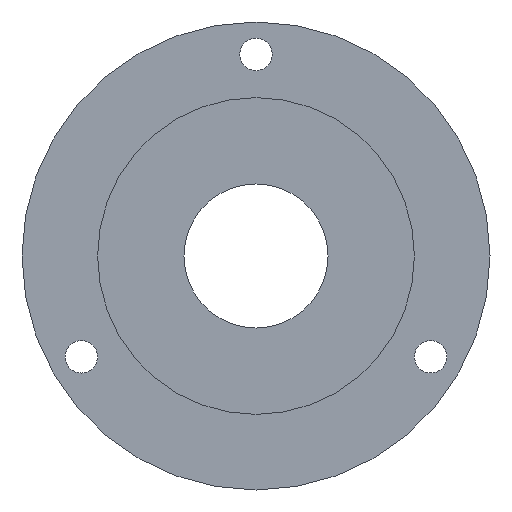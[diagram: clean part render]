
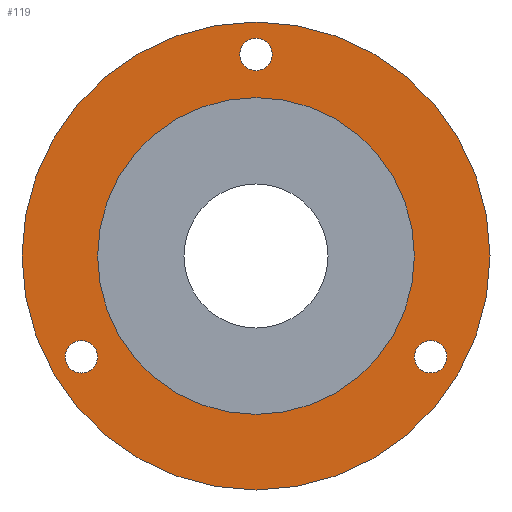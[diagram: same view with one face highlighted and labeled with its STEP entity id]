
A CAD part, front view. The second image highlights one B-rep face of the part: STEP entity #119.
In plain terms, the highlighted planar face has unit normal (0, -1, 0).
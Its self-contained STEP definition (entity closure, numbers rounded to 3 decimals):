
#13 = CARTESIAN_POINT ( 'NONE',  ( -24.249, -5., -14. ) ) ;
#33 = CIRCLE ( 'NONE', #499, 2.25 ) ;
#39 = CARTESIAN_POINT ( 'NONE',  ( 32.5, -5., 0. ) ) ;
#42 = CARTESIAN_POINT ( 'NONE',  ( -26.499, -5., -14. ) ) ;
#45 = CARTESIAN_POINT ( 'NONE',  ( 24.249, -5., -14. ) ) ;
#73 = CIRCLE ( 'NONE', #226, 2.25 ) ;
#80 = CIRCLE ( 'NONE', #127, 2.25 ) ;
#85 = CIRCLE ( 'NONE', #667, 32.5 ) ;
#92 = EDGE_CURVE ( 'NONE', #134, #649, #287, .T. ) ;
#106 = CIRCLE ( 'NONE', #447, 22. ) ;
#109 = CIRCLE ( 'NONE', #565, 2.25 ) ;
#115 = DIRECTION ( 'NONE',  ( 0., -1., 0. ) ) ;
#119 = ADVANCED_FACE ( 'NONE', ( #271, #276, #262, #261, #255 ), #712, .T. ) ;
#127 = AXIS2_PLACEMENT_3D ( 'NONE', #45, #595, #614 ) ;
#134 = VERTEX_POINT ( 'NONE', #42 ) ;
#142 = DIRECTION ( 'NONE',  ( 1., 0., 0. ) ) ;
#153 = CIRCLE ( 'NONE', #323, 32.5 ) ;
#168 = CIRCLE ( 'NONE', #192, 22. ) ;
#169 = CARTESIAN_POINT ( 'NONE',  ( 0., -5., 0. ) ) ;
#192 = AXIS2_PLACEMENT_3D ( 'NONE', #169, #269, #264 ) ;
#200 = CIRCLE ( 'NONE', #339, 2.25 ) ;
#216 = DIRECTION ( 'NONE',  ( 0., -1., 0. ) ) ;
#218 = EDGE_CURVE ( 'NONE', #656, #648, #200, .T. ) ;
#226 = AXIS2_PLACEMENT_3D ( 'NONE', #529, #115, #488 ) ;
#239 = AXIS2_PLACEMENT_3D ( 'NONE', #13, #506, #587 ) ;
#249 = AXIS2_PLACEMENT_3D ( 'NONE', #283, #216, #142 ) ;
#254 = ORIENTED_EDGE ( 'NONE', *, *, #729, .F. ) ;
#255 = FACE_OUTER_BOUND ( 'NONE', #325, .T. ) ;
#259 = DIRECTION ( 'NONE',  ( 1., 0., 0. ) ) ;
#261 = FACE_BOUND ( 'NONE', #424, .T. ) ;
#262 = FACE_BOUND ( 'NONE', #273, .T. ) ;
#264 = DIRECTION ( 'NONE',  ( -1., 0., 0. ) ) ;
#269 = DIRECTION ( 'NONE',  ( 0., 1., 0. ) ) ;
#271 = FACE_BOUND ( 'NONE', #395, .T. ) ;
#272 = CARTESIAN_POINT ( 'NONE',  ( 26.499, -5., -14. ) ) ;
#273 = EDGE_LOOP ( 'NONE', ( #254, #628 ) ) ;
#276 = FACE_BOUND ( 'NONE', #367, .T. ) ;
#283 = CARTESIAN_POINT ( 'NONE',  ( -32.5, -5., 0. ) ) ;
#287 = CIRCLE ( 'NONE', #239, 2.25 ) ;
#290 = ORIENTED_EDGE ( 'NONE', *, *, #604, .F. ) ;
#302 = CARTESIAN_POINT ( 'NONE',  ( 0., -5., 0. ) ) ;
#317 = CARTESIAN_POINT ( 'NONE',  ( -21.999, -5., -14. ) ) ;
#323 = AXIS2_PLACEMENT_3D ( 'NONE', #492, #479, #434 ) ;
#325 = EDGE_LOOP ( 'NONE', ( #630, #428 ) ) ;
#331 = DIRECTION ( 'NONE',  ( -1., 0., 0. ) ) ;
#337 = CARTESIAN_POINT ( 'NONE',  ( -2.25, -5., 28. ) ) ;
#339 = AXIS2_PLACEMENT_3D ( 'NONE', #371, #513, #444 ) ;
#340 = EDGE_CURVE ( 'NONE', #697, #692, #168, .T. ) ;
#351 = ORIENTED_EDGE ( 'NONE', *, *, #521, .F. ) ;
#367 = EDGE_LOOP ( 'NONE', ( #425, #290 ) ) ;
#371 = CARTESIAN_POINT ( 'NONE',  ( 0., -5., 28. ) ) ;
#395 = EDGE_LOOP ( 'NONE', ( #507, #351 ) ) ;
#396 = EDGE_CURVE ( 'NONE', #688, #701, #153, .T. ) ;
#406 = DIRECTION ( 'NONE',  ( -1., 0., 0. ) ) ;
#424 = EDGE_LOOP ( 'NONE', ( #549, #624 ) ) ;
#425 = ORIENTED_EDGE ( 'NONE', *, *, #92, .F. ) ;
#428 = ORIENTED_EDGE ( 'NONE', *, *, #592, .F. ) ;
#431 = DIRECTION ( 'NONE',  ( 0., 1., 0. ) ) ;
#434 = DIRECTION ( 'NONE',  ( -1., 0., 0. ) ) ;
#444 = DIRECTION ( 'NONE',  ( 1., 0., 0. ) ) ;
#447 = AXIS2_PLACEMENT_3D ( 'NONE', #302, #431, #331 ) ;
#477 = CARTESIAN_POINT ( 'NONE',  ( 0., -5., 0. ) ) ;
#479 = DIRECTION ( 'NONE',  ( 0., 1., 0. ) ) ;
#485 = CARTESIAN_POINT ( 'NONE',  ( -22., -5., 0. ) ) ;
#488 = DIRECTION ( 'NONE',  ( 1., 0., 0. ) ) ;
#492 = CARTESIAN_POINT ( 'NONE',  ( 0., -5., 0. ) ) ;
#499 = AXIS2_PLACEMENT_3D ( 'NONE', #522, #519, #518 ) ;
#502 = EDGE_CURVE ( 'NONE', #692, #697, #106, .T. ) ;
#506 = DIRECTION ( 'NONE',  ( 0., -1., 0. ) ) ;
#507 = ORIENTED_EDGE ( 'NONE', *, *, #598, .F. ) ;
#513 = DIRECTION ( 'NONE',  ( 0., -1., 0. ) ) ;
#515 = VERTEX_POINT ( 'NONE', #272 ) ;
#518 = DIRECTION ( 'NONE',  ( 1., 0., 0. ) ) ;
#519 = DIRECTION ( 'NONE',  ( 0., -1., 0. ) ) ;
#521 = EDGE_CURVE ( 'NONE', #515, #554, #109, .T. ) ;
#522 = CARTESIAN_POINT ( 'NONE',  ( 0., -5., 28. ) ) ;
#524 = DIRECTION ( 'NONE',  ( 0., -1., 0. ) ) ;
#529 = CARTESIAN_POINT ( 'NONE',  ( -24.249, -5., -14. ) ) ;
#537 = CARTESIAN_POINT ( 'NONE',  ( 24.249, -5., -14. ) ) ;
#549 = ORIENTED_EDGE ( 'NONE', *, *, #502, .T. ) ;
#554 = VERTEX_POINT ( 'NONE', #704 ) ;
#565 = AXIS2_PLACEMENT_3D ( 'NONE', #537, #524, #259 ) ;
#570 = CARTESIAN_POINT ( 'NONE',  ( 22., -5., 0. ) ) ;
#572 = CARTESIAN_POINT ( 'NONE',  ( -32.5, -5., 0. ) ) ;
#587 = DIRECTION ( 'NONE',  ( 1., 0., 0. ) ) ;
#592 = EDGE_CURVE ( 'NONE', #701, #688, #85, .T. ) ;
#595 = DIRECTION ( 'NONE',  ( 0., -1., 0. ) ) ;
#598 = EDGE_CURVE ( 'NONE', #554, #515, #80, .T. ) ;
#604 = EDGE_CURVE ( 'NONE', #649, #134, #73, .T. ) ;
#614 = DIRECTION ( 'NONE',  ( 1., 0., 0. ) ) ;
#624 = ORIENTED_EDGE ( 'NONE', *, *, #340, .T. ) ;
#628 = ORIENTED_EDGE ( 'NONE', *, *, #218, .F. ) ;
#630 = ORIENTED_EDGE ( 'NONE', *, *, #396, .F. ) ;
#648 = VERTEX_POINT ( 'NONE', #337 ) ;
#649 = VERTEX_POINT ( 'NONE', #317 ) ;
#656 = VERTEX_POINT ( 'NONE', #657 ) ;
#657 = CARTESIAN_POINT ( 'NONE',  ( 2.25, -5., 28. ) ) ;
#667 = AXIS2_PLACEMENT_3D ( 'NONE', #477, #707, #406 ) ;
#688 = VERTEX_POINT ( 'NONE', #572 ) ;
#692 = VERTEX_POINT ( 'NONE', #485 ) ;
#697 = VERTEX_POINT ( 'NONE', #570 ) ;
#701 = VERTEX_POINT ( 'NONE', #39 ) ;
#704 = CARTESIAN_POINT ( 'NONE',  ( 21.999, -5., -14. ) ) ;
#707 = DIRECTION ( 'NONE',  ( 0., 1., 0. ) ) ;
#712 = PLANE ( 'NONE',  #249 ) ;
#729 = EDGE_CURVE ( 'NONE', #648, #656, #33, .T. ) ;
